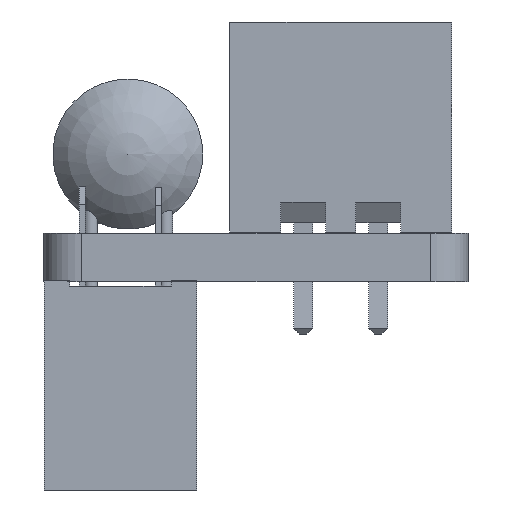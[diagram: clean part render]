
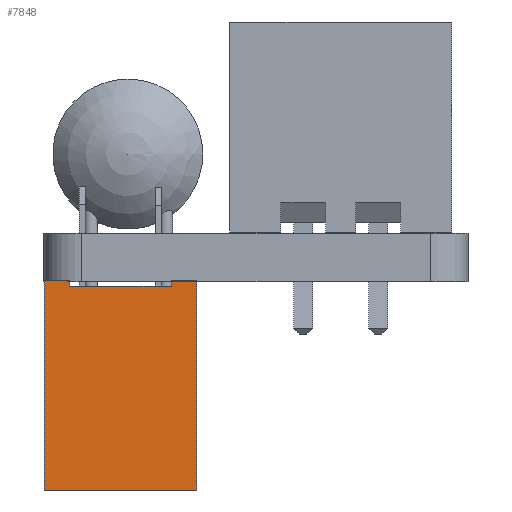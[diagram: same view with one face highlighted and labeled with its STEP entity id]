
A CAD part, left-side view. The second image highlights one B-rep face of the part: STEP entity #7848.
In plain terms, the highlighted face is planar.
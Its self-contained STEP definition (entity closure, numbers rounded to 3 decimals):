
#7732 = EDGE_CURVE('',#7733,#7735,#7737,.T.);
#7733 = VERTEX_POINT('',#7734);
#7734 = CARTESIAN_POINT('',(1.27,-6.35,0.));
#7735 = VERTEX_POINT('',#7736);
#7736 = CARTESIAN_POINT('',(1.27,-6.35,7.));
#7737 = SURFACE_CURVE('',#7738,(#7742,#7754),.PCURVE_S1.);
#7738 = LINE('',#7739,#7740);
#7739 = CARTESIAN_POINT('',(1.27,-6.35,0.));
#7740 = VECTOR('',#7741,1.);
#7741 = DIRECTION('',(0.,0.,1.));
#7742 = PCURVE('',#7743,#7748);
#7743 = PLANE('',#7744);
#7744 = AXIS2_PLACEMENT_3D('',#7745,#7746,#7747);
#7745 = CARTESIAN_POINT('',(1.27,-6.35,0.));
#7746 = DIRECTION('',(-1.,0.,0.));
#7747 = DIRECTION('',(0.,1.,0.));
#7748 = DEFINITIONAL_REPRESENTATION('',(#7749),#7753);
#7749 = LINE('',#7750,#7751);
#7750 = CARTESIAN_POINT('',(0.,0.));
#7751 = VECTOR('',#7752,1.);
#7752 = DIRECTION('',(0.,-1.));
#7753 = ( GEOMETRIC_REPRESENTATION_CONTEXT(2) 
PARAMETRIC_REPRESENTATION_CONTEXT() REPRESENTATION_CONTEXT('2D SPACE',''
  ) );
#7754 = PCURVE('',#7755,#7760);
#7755 = PLANE('',#7756);
#7756 = AXIS2_PLACEMENT_3D('',#7757,#7758,#7759);
#7757 = CARTESIAN_POINT('',(-3.81,-6.35,0.));
#7758 = DIRECTION('',(0.,1.,0.));
#7759 = DIRECTION('',(1.,0.,0.));
#7760 = DEFINITIONAL_REPRESENTATION('',(#7761),#7765);
#7761 = LINE('',#7762,#7763);
#7762 = CARTESIAN_POINT('',(5.08,0.));
#7763 = VECTOR('',#7764,1.);
#7764 = DIRECTION('',(0.,-1.));
#7765 = ( GEOMETRIC_REPRESENTATION_CONTEXT(2) 
PARAMETRIC_REPRESENTATION_CONTEXT() REPRESENTATION_CONTEXT('2D SPACE',''
  ) );
#7783 = PLANE('',#7784);
#7784 = AXIS2_PLACEMENT_3D('',#7785,#7786,#7787);
#7785 = CARTESIAN_POINT('',(1.27,-6.35,7.));
#7786 = DIRECTION('',(-0.,0.,-1.));
#7787 = DIRECTION('',(0.,-1.,-0.));
#7837 = PLANE('',#7838);
#7838 = AXIS2_PLACEMENT_3D('',#7839,#7840,#7841);
#7839 = CARTESIAN_POINT('',(1.27,-6.35,0.));
#7840 = DIRECTION('',(-0.,0.,-1.));
#7841 = DIRECTION('',(0.,-1.,-0.));
#7848 = ADVANCED_FACE('',(#7849),#7755,.F.);
#7849 = FACE_BOUND('',#7850,.F.);
#7850 = EDGE_LOOP('',(#7851,#7881,#7909,#7930,#7931,#7954,#7982,#8010));
#7851 = ORIENTED_EDGE('',*,*,#7852,.F.);
#7852 = EDGE_CURVE('',#7853,#7855,#7857,.T.);
#7853 = VERTEX_POINT('',#7854);
#7854 = CARTESIAN_POINT('',(-3.81,-6.35,0.));
#7855 = VERTEX_POINT('',#7856);
#7856 = CARTESIAN_POINT('',(-2.963,-6.35,0.));
#7857 = SURFACE_CURVE('',#7858,(#7862,#7869),.PCURVE_S1.);
#7858 = LINE('',#7859,#7860);
#7859 = CARTESIAN_POINT('',(-3.81,-6.35,0.));
#7860 = VECTOR('',#7861,1.);
#7861 = DIRECTION('',(1.,0.,0.));
#7862 = PCURVE('',#7755,#7863);
#7863 = DEFINITIONAL_REPRESENTATION('',(#7864),#7868);
#7864 = LINE('',#7865,#7866);
#7865 = CARTESIAN_POINT('',(0.,0.));
#7866 = VECTOR('',#7867,1.);
#7867 = DIRECTION('',(1.,0.));
#7868 = ( GEOMETRIC_REPRESENTATION_CONTEXT(2) 
PARAMETRIC_REPRESENTATION_CONTEXT() REPRESENTATION_CONTEXT('2D SPACE',''
  ) );
#7869 = PCURVE('',#7870,#7875);
#7870 = PLANE('',#7871);
#7871 = AXIS2_PLACEMENT_3D('',#7872,#7873,#7874);
#7872 = CARTESIAN_POINT('',(1.27,-6.35,0.));
#7873 = DIRECTION('',(-0.,0.,-1.));
#7874 = DIRECTION('',(0.,-1.,-0.));
#7875 = DEFINITIONAL_REPRESENTATION('',(#7876),#7880);
#7876 = LINE('',#7877,#7878);
#7877 = CARTESIAN_POINT('',(0.,5.08));
#7878 = VECTOR('',#7879,1.);
#7879 = DIRECTION('',(0.,-1.));
#7880 = ( GEOMETRIC_REPRESENTATION_CONTEXT(2) 
PARAMETRIC_REPRESENTATION_CONTEXT() REPRESENTATION_CONTEXT('2D SPACE',''
  ) );
#7881 = ORIENTED_EDGE('',*,*,#7882,.T.);
#7882 = EDGE_CURVE('',#7853,#7883,#7885,.T.);
#7883 = VERTEX_POINT('',#7884);
#7884 = CARTESIAN_POINT('',(-3.81,-6.35,7.));
#7885 = SURFACE_CURVE('',#7886,(#7890,#7897),.PCURVE_S1.);
#7886 = LINE('',#7887,#7888);
#7887 = CARTESIAN_POINT('',(-3.81,-6.35,0.));
#7888 = VECTOR('',#7889,1.);
#7889 = DIRECTION('',(0.,0.,1.));
#7890 = PCURVE('',#7755,#7891);
#7891 = DEFINITIONAL_REPRESENTATION('',(#7892),#7896);
#7892 = LINE('',#7893,#7894);
#7893 = CARTESIAN_POINT('',(0.,0.));
#7894 = VECTOR('',#7895,1.);
#7895 = DIRECTION('',(0.,-1.));
#7896 = ( GEOMETRIC_REPRESENTATION_CONTEXT(2) 
PARAMETRIC_REPRESENTATION_CONTEXT() REPRESENTATION_CONTEXT('2D SPACE',''
  ) );
#7897 = PCURVE('',#7898,#7903);
#7898 = PLANE('',#7899);
#7899 = AXIS2_PLACEMENT_3D('',#7900,#7901,#7902);
#7900 = CARTESIAN_POINT('',(-3.81,1.27,0.));
#7901 = DIRECTION('',(1.,0.,0.));
#7902 = DIRECTION('',(0.,-1.,0.));
#7903 = DEFINITIONAL_REPRESENTATION('',(#7904),#7908);
#7904 = LINE('',#7905,#7906);
#7905 = CARTESIAN_POINT('',(7.62,0.));
#7906 = VECTOR('',#7907,1.);
#7907 = DIRECTION('',(0.,-1.));
#7908 = ( GEOMETRIC_REPRESENTATION_CONTEXT(2) 
PARAMETRIC_REPRESENTATION_CONTEXT() REPRESENTATION_CONTEXT('2D SPACE',''
  ) );
#7909 = ORIENTED_EDGE('',*,*,#7910,.T.);
#7910 = EDGE_CURVE('',#7883,#7735,#7911,.T.);
#7911 = SURFACE_CURVE('',#7912,(#7916,#7923),.PCURVE_S1.);
#7912 = LINE('',#7913,#7914);
#7913 = CARTESIAN_POINT('',(-3.81,-6.35,7.));
#7914 = VECTOR('',#7915,1.);
#7915 = DIRECTION('',(1.,0.,0.));
#7916 = PCURVE('',#7755,#7917);
#7917 = DEFINITIONAL_REPRESENTATION('',(#7918),#7922);
#7918 = LINE('',#7919,#7920);
#7919 = CARTESIAN_POINT('',(0.,-7.));
#7920 = VECTOR('',#7921,1.);
#7921 = DIRECTION('',(1.,0.));
#7922 = ( GEOMETRIC_REPRESENTATION_CONTEXT(2) 
PARAMETRIC_REPRESENTATION_CONTEXT() REPRESENTATION_CONTEXT('2D SPACE',''
  ) );
#7923 = PCURVE('',#7783,#7924);
#7924 = DEFINITIONAL_REPRESENTATION('',(#7925),#7929);
#7925 = LINE('',#7926,#7927);
#7926 = CARTESIAN_POINT('',(0.,5.08));
#7927 = VECTOR('',#7928,1.);
#7928 = DIRECTION('',(0.,-1.));
#7929 = ( GEOMETRIC_REPRESENTATION_CONTEXT(2) 
PARAMETRIC_REPRESENTATION_CONTEXT() REPRESENTATION_CONTEXT('2D SPACE',''
  ) );
#7930 = ORIENTED_EDGE('',*,*,#7732,.F.);
#7931 = ORIENTED_EDGE('',*,*,#7932,.F.);
#7932 = EDGE_CURVE('',#7933,#7733,#7935,.T.);
#7933 = VERTEX_POINT('',#7934);
#7934 = CARTESIAN_POINT('',(0.423,-6.35,0.));
#7935 = SURFACE_CURVE('',#7936,(#7940,#7947),.PCURVE_S1.);
#7936 = LINE('',#7937,#7938);
#7937 = CARTESIAN_POINT('',(-3.81,-6.35,0.));
#7938 = VECTOR('',#7939,1.);
#7939 = DIRECTION('',(1.,0.,0.));
#7940 = PCURVE('',#7755,#7941);
#7941 = DEFINITIONAL_REPRESENTATION('',(#7942),#7946);
#7942 = LINE('',#7943,#7944);
#7943 = CARTESIAN_POINT('',(0.,0.));
#7944 = VECTOR('',#7945,1.);
#7945 = DIRECTION('',(1.,0.));
#7946 = ( GEOMETRIC_REPRESENTATION_CONTEXT(2) 
PARAMETRIC_REPRESENTATION_CONTEXT() REPRESENTATION_CONTEXT('2D SPACE',''
  ) );
#7947 = PCURVE('',#7837,#7948);
#7948 = DEFINITIONAL_REPRESENTATION('',(#7949),#7953);
#7949 = LINE('',#7950,#7951);
#7950 = CARTESIAN_POINT('',(0.,5.08));
#7951 = VECTOR('',#7952,1.);
#7952 = DIRECTION('',(0.,-1.));
#7953 = ( GEOMETRIC_REPRESENTATION_CONTEXT(2) 
PARAMETRIC_REPRESENTATION_CONTEXT() REPRESENTATION_CONTEXT('2D SPACE',''
  ) );
#7954 = ORIENTED_EDGE('',*,*,#7955,.T.);
#7955 = EDGE_CURVE('',#7933,#7956,#7958,.T.);
#7956 = VERTEX_POINT('',#7957);
#7957 = CARTESIAN_POINT('',(0.423,-6.35,0.2));
#7958 = SURFACE_CURVE('',#7959,(#7963,#7970),.PCURVE_S1.);
#7959 = LINE('',#7960,#7961);
#7960 = CARTESIAN_POINT('',(0.423,-6.35,0.));
#7961 = VECTOR('',#7962,1.);
#7962 = DIRECTION('',(0.,0.,1.));
#7963 = PCURVE('',#7755,#7964);
#7964 = DEFINITIONAL_REPRESENTATION('',(#7965),#7969);
#7965 = LINE('',#7966,#7967);
#7966 = CARTESIAN_POINT('',(4.233,0.));
#7967 = VECTOR('',#7968,1.);
#7968 = DIRECTION('',(0.,-1.));
#7969 = ( GEOMETRIC_REPRESENTATION_CONTEXT(2) 
PARAMETRIC_REPRESENTATION_CONTEXT() REPRESENTATION_CONTEXT('2D SPACE',''
  ) );
#7970 = PCURVE('',#7971,#7976);
#7971 = PLANE('',#7972);
#7972 = AXIS2_PLACEMENT_3D('',#7973,#7974,#7975);
#7973 = CARTESIAN_POINT('',(0.423,-6.35,0.));
#7974 = DIRECTION('',(-1.,0.,0.));
#7975 = DIRECTION('',(0.,1.,0.));
#7976 = DEFINITIONAL_REPRESENTATION('',(#7977),#7981);
#7977 = LINE('',#7978,#7979);
#7978 = CARTESIAN_POINT('',(0.,0.));
#7979 = VECTOR('',#7980,1.);
#7980 = DIRECTION('',(0.,-1.));
#7981 = ( GEOMETRIC_REPRESENTATION_CONTEXT(2) 
PARAMETRIC_REPRESENTATION_CONTEXT() REPRESENTATION_CONTEXT('2D SPACE',''
  ) );
#7982 = ORIENTED_EDGE('',*,*,#7983,.F.);
#7983 = EDGE_CURVE('',#7984,#7956,#7986,.T.);
#7984 = VERTEX_POINT('',#7985);
#7985 = CARTESIAN_POINT('',(-2.963,-6.35,0.2));
#7986 = SURFACE_CURVE('',#7987,(#7991,#7998),.PCURVE_S1.);
#7987 = LINE('',#7988,#7989);
#7988 = CARTESIAN_POINT('',(-2.963,-6.35,0.2));
#7989 = VECTOR('',#7990,1.);
#7990 = DIRECTION('',(1.,0.,0.));
#7991 = PCURVE('',#7755,#7992);
#7992 = DEFINITIONAL_REPRESENTATION('',(#7993),#7997);
#7993 = LINE('',#7994,#7995);
#7994 = CARTESIAN_POINT('',(0.847,-0.2));
#7995 = VECTOR('',#7996,1.);
#7996 = DIRECTION('',(1.,0.));
#7997 = ( GEOMETRIC_REPRESENTATION_CONTEXT(2) 
PARAMETRIC_REPRESENTATION_CONTEXT() REPRESENTATION_CONTEXT('2D SPACE',''
  ) );
#7998 = PCURVE('',#7999,#8004);
#7999 = PLANE('',#8000);
#8000 = AXIS2_PLACEMENT_3D('',#8001,#8002,#8003);
#8001 = CARTESIAN_POINT('',(0.423,-6.35,0.2));
#8002 = DIRECTION('',(-0.,0.,-1.));
#8003 = DIRECTION('',(0.,-1.,-0.));
#8004 = DEFINITIONAL_REPRESENTATION('',(#8005),#8009);
#8005 = LINE('',#8006,#8007);
#8006 = CARTESIAN_POINT('',(0.,3.387));
#8007 = VECTOR('',#8008,1.);
#8008 = DIRECTION('',(0.,-1.));
#8009 = ( GEOMETRIC_REPRESENTATION_CONTEXT(2) 
PARAMETRIC_REPRESENTATION_CONTEXT() REPRESENTATION_CONTEXT('2D SPACE',''
  ) );
#8010 = ORIENTED_EDGE('',*,*,#8011,.F.);
#8011 = EDGE_CURVE('',#7855,#7984,#8012,.T.);
#8012 = SURFACE_CURVE('',#8013,(#8017,#8024),.PCURVE_S1.);
#8013 = LINE('',#8014,#8015);
#8014 = CARTESIAN_POINT('',(-2.963,-6.35,0.));
#8015 = VECTOR('',#8016,1.);
#8016 = DIRECTION('',(0.,0.,1.));
#8017 = PCURVE('',#7755,#8018);
#8018 = DEFINITIONAL_REPRESENTATION('',(#8019),#8023);
#8019 = LINE('',#8020,#8021);
#8020 = CARTESIAN_POINT('',(0.847,0.));
#8021 = VECTOR('',#8022,1.);
#8022 = DIRECTION('',(0.,-1.));
#8023 = ( GEOMETRIC_REPRESENTATION_CONTEXT(2) 
PARAMETRIC_REPRESENTATION_CONTEXT() REPRESENTATION_CONTEXT('2D SPACE',''
  ) );
#8024 = PCURVE('',#8025,#8030);
#8025 = PLANE('',#8026);
#8026 = AXIS2_PLACEMENT_3D('',#8027,#8028,#8029);
#8027 = CARTESIAN_POINT('',(-2.963,1.27,0.));
#8028 = DIRECTION('',(1.,0.,0.));
#8029 = DIRECTION('',(0.,-1.,0.));
#8030 = DEFINITIONAL_REPRESENTATION('',(#8031),#8035);
#8031 = LINE('',#8032,#8033);
#8032 = CARTESIAN_POINT('',(7.62,0.));
#8033 = VECTOR('',#8034,1.);
#8034 = DIRECTION('',(0.,-1.));
#8035 = ( GEOMETRIC_REPRESENTATION_CONTEXT(2) 
PARAMETRIC_REPRESENTATION_CONTEXT() REPRESENTATION_CONTEXT('2D SPACE',''
  ) );
